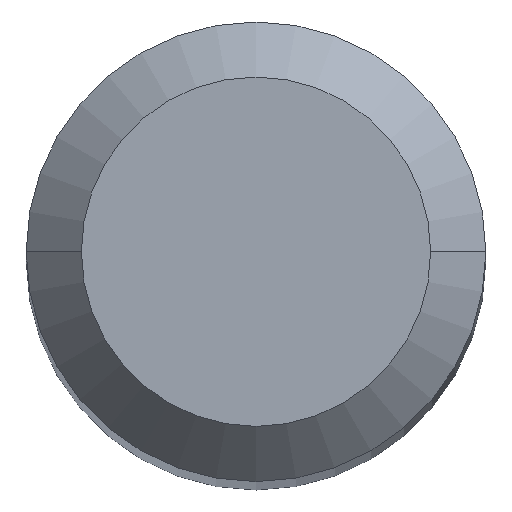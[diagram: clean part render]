
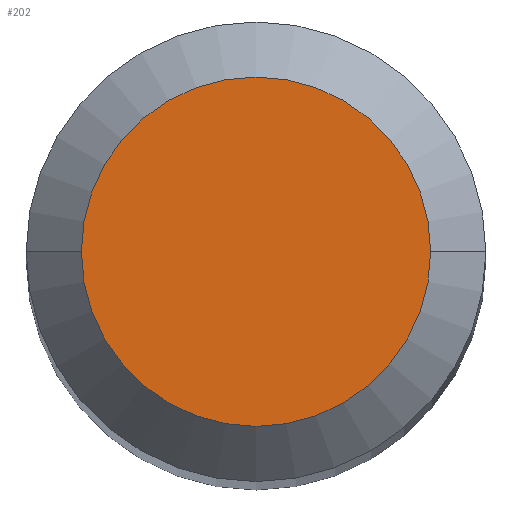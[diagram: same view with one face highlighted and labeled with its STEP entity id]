
A CAD part, top view. The second image highlights one B-rep face of the part: STEP entity #202.
In plain terms, the highlighted planar face has unit normal (0, 0, 1).
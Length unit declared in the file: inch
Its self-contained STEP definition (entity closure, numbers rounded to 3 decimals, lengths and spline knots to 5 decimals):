
#9 = EDGE_LOOP ( 'NONE', ( #141, #204 ) ) ;
#12 = CARTESIAN_POINT ( 'NONE',  ( 0., 0., 1.5 ) ) ;
#24 = DIRECTION ( 'NONE',  ( 1., 0., 0. ) ) ;
#41 = DIRECTION ( 'NONE',  ( 0., 0., 1. ) ) ;
#43 = DIRECTION ( 'NONE',  ( 1., 0., 0. ) ) ;
#74 = AXIS2_PLACEMENT_3D ( 'NONE', #76, #115, #231 ) ;
#76 = CARTESIAN_POINT ( 'NONE',  ( 0., 0., 1.5 ) ) ;
#92 = EDGE_CURVE ( 'NONE', #287, #118, #103, .T. ) ;
#103 = CIRCLE ( 'NONE', #352, 0.0475 ) ;
#111 = CARTESIAN_POINT ( 'NONE',  ( -0.0475, 0., 1.5 ) ) ;
#115 = DIRECTION ( 'NONE',  ( 0., 0., 1. ) ) ;
#118 = VERTEX_POINT ( 'NONE', #111 ) ;
#141 = ORIENTED_EDGE ( 'NONE', *, *, #224, .T. ) ;
#157 = CARTESIAN_POINT ( 'NONE',  ( 0.0475, 0., 1.5 ) ) ;
#202 = ADVANCED_FACE ( 'NONE', ( #314 ), #257, .T. ) ;
#203 = CARTESIAN_POINT ( 'NONE',  ( 0., 0., 1.5 ) ) ;
#204 = ORIENTED_EDGE ( 'NONE', *, *, #92, .T. ) ;
#221 = AXIS2_PLACEMENT_3D ( 'NONE', #203, #315, #24 ) ;
#224 = EDGE_CURVE ( 'NONE', #118, #287, #321, .T. ) ;
#231 = DIRECTION ( 'NONE',  ( 1., 0., 0. ) ) ;
#257 = PLANE ( 'NONE',  #74 ) ;
#287 = VERTEX_POINT ( 'NONE', #157 ) ;
#314 = FACE_OUTER_BOUND ( 'NONE', #9, .T. ) ;
#315 = DIRECTION ( 'NONE',  ( 0., 0., 1. ) ) ;
#321 = CIRCLE ( 'NONE', #221, 0.0475 ) ;
#352 = AXIS2_PLACEMENT_3D ( 'NONE', #12, #41, #43 ) ;
